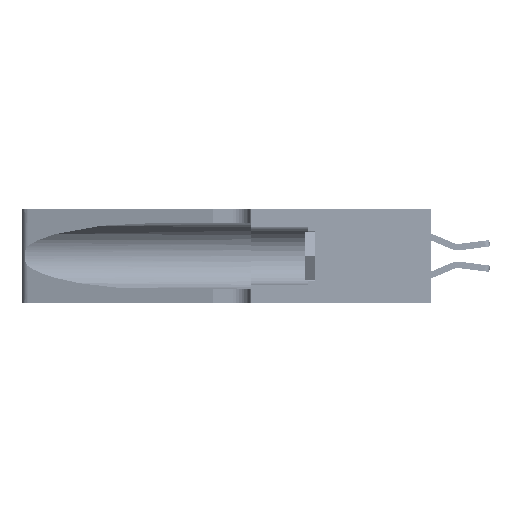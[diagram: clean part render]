
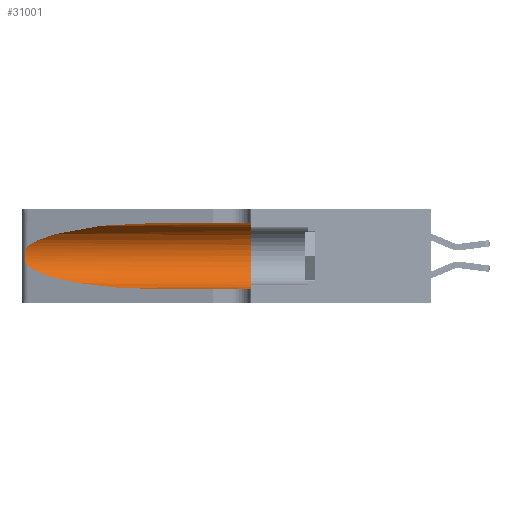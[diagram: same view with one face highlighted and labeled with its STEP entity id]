
A CAD part, left-side view. The second image highlights one B-rep face of the part: STEP entity #31001.
In plain terms, the highlighted cylindrical face has radius 3.308 mm (diameter 6.617 mm), a partial arc.
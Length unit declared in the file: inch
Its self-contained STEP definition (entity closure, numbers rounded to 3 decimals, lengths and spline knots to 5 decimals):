
#1015 = EDGE_CURVE ( 'NONE', #23692, #17305, #11241, .T. ) ;
#1877 = EDGE_CURVE ( 'NONE', #21766, #25407, #14358, .T. ) ;
#2159 = CARTESIAN_POINT ( 'NONE',  ( 0.1305, 0.35, 0.185 ) ) ;
#2360 = CARTESIAN_POINT ( 'NONE',  ( 0.25639, 1.23184, 0.21858 ) ) ;
#3105 = CARTESIAN_POINT ( 'NONE',  ( 0.25487, 1.22718, 0.14631 ) ) ;
#4247 = AXIS2_PLACEMENT_3D ( 'NONE', #2159, #26155, #5595 ) ;
#4910 = AXIS2_PLACEMENT_3D ( 'NONE', #15885, #12410, #39571 ) ;
#5595 = DIRECTION ( 'NONE',  ( 0., 0., 1. ) ) ;
#5800 = CARTESIAN_POINT ( 'NONE',  ( 0.25487, 1.22718, 0.22369 ) ) ;
#6560 = CARTESIAN_POINT ( 'NONE',  ( 0.25487, 1.22718, 0.22369 ) ) ;
#6919 = CARTESIAN_POINT ( 'NONE',  ( 0.1305, 0.72297, 0.31525 ) ) ;
#8755 = CARTESIAN_POINT ( 'NONE',  ( 0.1305, 1.61858, 0.05475 ) ) ;
#9281 = CARTESIAN_POINT ( 'NONE',  ( 0.25854, 1.2359, 0.20912 ) ) ;
#10354 = CARTESIAN_POINT ( 'NONE',  ( 0.25487, 1.22718, 0.22369 ) ) ;
#10797 = ORIENTED_EDGE ( 'NONE', *, *, #27713, .F. ) ;
#10852 = DIRECTION ( 'NONE',  ( 0., -1., 0. ) ) ;
#11241 = B_SPLINE_CURVE_WITH_KNOTS ( 'NONE', 3,
 ( #5800, #36361, #2360, #29739, #9281, #33112, #12723, #36495, #16196, #39883, #20260, #43814, #23679, #3105 ),
 .UNSPECIFIED., .F., .F.,
 ( 4, 2, 2, 2, 2, 2, 4 ),
 ( 0., 0.00027, 0.00053, 0.00107, 0.0016, 0.00187, 0.00214 ),
 .UNSPECIFIED. ) ;
#11579 = CARTESIAN_POINT ( 'NONE',  ( 0.18966, 0.96281, 0.05475 ) ) ;
#11781 = FACE_OUTER_BOUND ( 'NONE', #41185, .T. ) ;
#12198 = DIRECTION ( 'NONE',  ( 0., -1., 0. ) ) ;
#12410 = DIRECTION ( 'NONE',  ( 0., -1., 0. ) ) ;
#12723 = CARTESIAN_POINT ( 'NONE',  ( 0.26075, 1.23896, 0.19203 ) ) ;
#13344 = LINE ( 'NONE', #8755, #22504 ) ;
#13873 = VERTEX_POINT ( 'NONE', #16515 ) ;
#14358 = LINE ( 'NONE', #24496, #30346 ) ;
#14599 = ORIENTED_EDGE ( 'NONE', *, *, #1877, .F. ) ;
#15426 = CARTESIAN_POINT ( 'NONE',  ( 0.1305, 0.35, 0.05475 ) ) ;
#15885 = CARTESIAN_POINT ( 'NONE',  ( 0.1305, 1.61858, 0.185 ) ) ;
#16196 = CARTESIAN_POINT ( 'NONE',  ( 0.26017, 1.23833, 0.17102 ) ) ;
#16203 = CARTESIAN_POINT ( 'NONE',  ( 0.25487, 1.22718, 0.14631 ) ) ;
#16328 = EDGE_CURVE ( 'NONE', #17305, #13873, #28491, .T. ) ;
#16515 = CARTESIAN_POINT ( 'NONE',  ( 0.1305, 0.72297, 0.05475 ) ) ;
#17305 = VERTEX_POINT ( 'NONE', #16203 ) ;
#20260 = CARTESIAN_POINT ( 'NONE',  ( 0.25789, 1.23486, 0.15765 ) ) ;
#21766 = VERTEX_POINT ( 'NONE', #31891 ) ;
#22504 = VECTOR ( 'NONE', #12198, 39.37008 ) ;
#23679 = CARTESIAN_POINT ( 'NONE',  ( 0.25555, 1.22993, 0.14849 ) ) ;
#23692 = VERTEX_POINT ( 'NONE', #6560 ) ;
#24392 = ORIENTED_EDGE ( 'NONE', *, *, #16328, .T. ) ;
#24496 = CARTESIAN_POINT ( 'NONE',  ( 0.1305, 1.61858, 0.31525 ) ) ;
#25252 =( BOUNDED_CURVE ( )  B_SPLINE_CURVE ( 3, ( #6919, #27425, #30821, #10354 ),
 .UNSPECIFIED., .F., .T. ) 
 B_SPLINE_CURVE_WITH_KNOTS ( ( 4, 4 ),
 ( 1.5708, 2.84003 ),
 .UNSPECIFIED. ) 
 CURVE ( )  GEOMETRIC_REPRESENTATION_ITEM ( )  RATIONAL_B_SPLINE_CURVE ( ( 1., 0.87, 0.87, 1. ) ) 
 REPRESENTATION_ITEM ( '' )  );
#25407 = VERTEX_POINT ( 'NONE', #40596 ) ;
#26155 = DIRECTION ( 'NONE',  ( 0., 1., 0. ) ) ;
#27425 = CARTESIAN_POINT ( 'NONE',  ( 0.18966, 0.96281, 0.31525 ) ) ;
#27713 = EDGE_CURVE ( 'NONE', #25407, #39468, #35487, .T. ) ;
#28491 =( BOUNDED_CURVE ( )  B_SPLINE_CURVE ( 3, ( #41981, #28612, #11579, #35377 ),
 .UNSPECIFIED., .F., .F. ) 
 B_SPLINE_CURVE_WITH_KNOTS ( ( 4, 4 ),
 ( 3.44316, 4.71239 ),
 .UNSPECIFIED. ) 
 CURVE ( )  GEOMETRIC_REPRESENTATION_ITEM ( )  RATIONAL_B_SPLINE_CURVE ( ( 1., 0.87, 0.87, 1. ) ) 
 REPRESENTATION_ITEM ( '' )  );
#28612 = CARTESIAN_POINT ( 'NONE',  ( 0.2373, 1.15595, 0.08982 ) ) ;
#28885 = CYLINDRICAL_SURFACE ( 'NONE', #4910, 0.13025 ) ;
#29154 = ORIENTED_EDGE ( 'NONE', *, *, #31933, .T. ) ;
#29739 = CARTESIAN_POINT ( 'NONE',  ( 0.25787, 1.23484, 0.2124 ) ) ;
#30346 = VECTOR ( 'NONE', #10852, 39.37008 ) ;
#30821 = CARTESIAN_POINT ( 'NONE',  ( 0.2373, 1.15595, 0.28018 ) ) ;
#31001 = ADVANCED_FACE ( 'NONE', ( #11781 ), #28885, .F. ) ;
#31651 = EDGE_CURVE ( 'NONE', #13873, #39468, #13344, .T. ) ;
#31891 = CARTESIAN_POINT ( 'NONE',  ( 0.1305, 0.72297, 0.31525 ) ) ;
#31933 = EDGE_CURVE ( 'NONE', #21766, #23692, #25252, .T. ) ;
#32294 = ORIENTED_EDGE ( 'NONE', *, *, #1015, .T. ) ;
#33112 = CARTESIAN_POINT ( 'NONE',  ( 0.26018, 1.23835, 0.19895 ) ) ;
#34725 = ORIENTED_EDGE ( 'NONE', *, *, #31651, .T. ) ;
#35377 = CARTESIAN_POINT ( 'NONE',  ( 0.1305, 0.72297, 0.05475 ) ) ;
#35487 = CIRCLE ( 'NONE', #4247, 0.13025 ) ;
#36361 = CARTESIAN_POINT ( 'NONE',  ( 0.25555, 1.22994, 0.2215 ) ) ;
#36495 = CARTESIAN_POINT ( 'NONE',  ( 0.26075, 1.23896, 0.178 ) ) ;
#39468 = VERTEX_POINT ( 'NONE', #15426 ) ;
#39571 = DIRECTION ( 'NONE',  ( 0., 0., -1. ) ) ;
#39883 = CARTESIAN_POINT ( 'NONE',  ( 0.25856, 1.23593, 0.16098 ) ) ;
#40596 = CARTESIAN_POINT ( 'NONE',  ( 0.1305, 0.35, 0.31525 ) ) ;
#41185 = EDGE_LOOP ( 'NONE', ( #29154, #32294, #24392, #34725, #10797, #14599 ) ) ;
#41981 = CARTESIAN_POINT ( 'NONE',  ( 0.25487, 1.22718, 0.14631 ) ) ;
#43814 = CARTESIAN_POINT ( 'NONE',  ( 0.25639, 1.23186, 0.15144 ) ) ;
